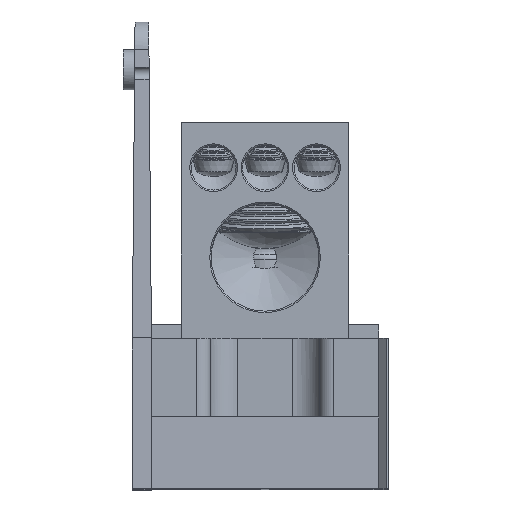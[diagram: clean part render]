
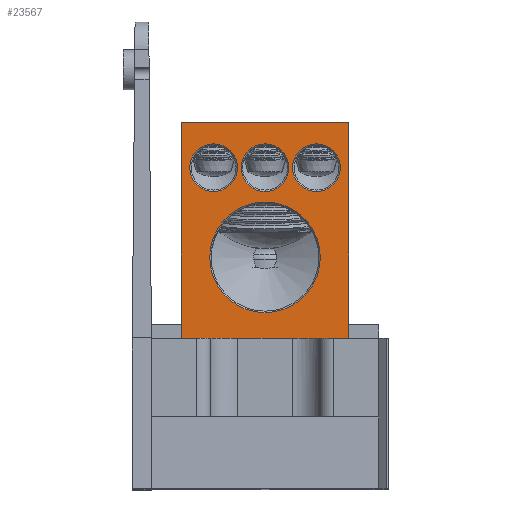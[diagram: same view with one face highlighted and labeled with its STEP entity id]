
A CAD part, top view. The second image highlights one B-rep face of the part: STEP entity #23567.
In plain terms, the highlighted planar face has unit normal (0, 0, 1).
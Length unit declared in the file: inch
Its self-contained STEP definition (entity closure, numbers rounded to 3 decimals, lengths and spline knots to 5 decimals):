
#1131 = DIRECTION ( 'NONE',  ( -1., 0., 0. ) ) ;
#3181 = VERTEX_POINT ( 'NONE', #34909 ) ;
#3772 = VERTEX_POINT ( 'NONE', #34128 ) ;
#4238 = DIRECTION ( 'NONE',  ( 0., 0., -1. ) ) ;
#4433 = FACE_BOUND ( 'NONE', #14146, .T. ) ;
#4919 = AXIS2_PLACEMENT_3D ( 'NONE', #14497, #34012, #17322 ) ;
#5247 = CARTESIAN_POINT ( 'NONE',  ( -0.583, -0.75, 1.5 ) ) ;
#5453 = CARTESIAN_POINT ( 'NONE',  ( 0., 0.437, 1.5 ) ) ;
#6190 = EDGE_LOOP ( 'NONE', ( #11643, #8799, #27478, #9302 ) ) ;
#6750 = VERTEX_POINT ( 'NONE', #25865 ) ;
#7232 = DIRECTION ( 'NONE',  ( -1., 0., 0. ) ) ;
#7531 = CIRCLE ( 'NONE', #31342, 0.166 ) ;
#7753 = CARTESIAN_POINT ( 'NONE',  ( -0.583, -0.75, 1.5 ) ) ;
#8221 = DIRECTION ( 'NONE',  ( -1., 0., 0. ) ) ;
#8619 = AXIS2_PLACEMENT_3D ( 'NONE', #27671, #10890, #30466 ) ;
#8799 = ORIENTED_EDGE ( 'NONE', *, *, #32207, .F. ) ;
#8902 = DIRECTION ( 'NONE',  ( 0., -1., 0. ) ) ;
#9302 = ORIENTED_EDGE ( 'NONE', *, *, #33036, .T. ) ;
#9649 = VERTEX_POINT ( 'NONE', #16765 ) ;
#9685 = VERTEX_POINT ( 'NONE', #33433 ) ;
#10315 = VERTEX_POINT ( 'NONE', #22117 ) ;
#10746 = VECTOR ( 'NONE', #1131, 39.37008 ) ;
#10795 = VERTEX_POINT ( 'NONE', #19173 ) ;
#10890 = DIRECTION ( 'NONE',  ( 0., 0., -1. ) ) ;
#11022 = LINE ( 'NONE', #28937, #10746 ) ;
#11643 = ORIENTED_EDGE ( 'NONE', *, *, #32048, .T. ) ;
#11854 = FACE_BOUND ( 'NONE', #14438, .T. ) ;
#12952 = VERTEX_POINT ( 'NONE', #7753 ) ;
#13438 = CARTESIAN_POINT ( 'NONE',  ( 0.358, 0.437, 1.5 ) ) ;
#14146 = EDGE_LOOP ( 'NONE', ( #21643 ) ) ;
#14438 = EDGE_LOOP ( 'NONE', ( #18124 ) ) ;
#14497 = CARTESIAN_POINT ( 'NONE',  ( -0.358, 0.437, 1.5 ) ) ;
#14507 = CIRCLE ( 'NONE', #15050, 0.166 ) ;
#15050 = AXIS2_PLACEMENT_3D ( 'NONE', #13438, #32946, #16277 ) ;
#15606 = VECTOR ( 'NONE', #8902, 39.37008 ) ;
#15718 = LINE ( 'NONE', #28504, #15606 ) ;
#16277 = DIRECTION ( 'NONE',  ( -1., 0., 0. ) ) ;
#16616 = FACE_BOUND ( 'NONE', #36180, .T. ) ;
#16765 = CARTESIAN_POINT ( 'NONE',  ( -0.385, -0.187, 1.5 ) ) ;
#17322 = DIRECTION ( 'NONE',  ( -1., 0., 0. ) ) ;
#18124 = ORIENTED_EDGE ( 'NONE', *, *, #31678, .T. ) ;
#18792 = EDGE_LOOP ( 'NONE', ( #32669 ) ) ;
#19173 = CARTESIAN_POINT ( 'NONE',  ( -0.166, 0.437, 1.5 ) ) ;
#19320 = FACE_OUTER_BOUND ( 'NONE', #6190, .T. ) ;
#19967 = VECTOR ( 'NONE', #7232, 39.37008 ) ;
#19979 = LINE ( 'NONE', #29520, #19967 ) ;
#20995 = CARTESIAN_POINT ( 'NONE',  ( 0.583, -0.75, 1.5 ) ) ;
#21608 = EDGE_CURVE ( 'NONE', #10795, #10795, #7531, .T. ) ;
#21643 = ORIENTED_EDGE ( 'NONE', *, *, #31614, .T. ) ;
#22117 = CARTESIAN_POINT ( 'NONE',  ( 0.192, 0.437, 1.5 ) ) ;
#22573 = VECTOR ( 'NONE', #27626, 39.37008 ) ;
#22579 = LINE ( 'NONE', #5247, #22573 ) ;
#23567 = ADVANCED_FACE ( 'NONE', ( #24905, #16616, #4433, #11854, #19320 ), #23587, .F. ) ;
#23587 = PLANE ( 'NONE',  #34270 ) ;
#23817 = DIRECTION ( 'NONE',  ( -1., 0., 0. ) ) ;
#24905 = FACE_BOUND ( 'NONE', #18792, .T. ) ;
#25030 = DIRECTION ( 'NONE',  ( 0., 0., -1. ) ) ;
#25865 = CARTESIAN_POINT ( 'NONE',  ( 0.583, -0.75, 1.5 ) ) ;
#27057 = EDGE_CURVE ( 'NONE', #10315, #10315, #14507, .T. ) ;
#27200 = CIRCLE ( 'NONE', #8619, 0.385 ) ;
#27349 = CIRCLE ( 'NONE', #4919, 0.166 ) ;
#27478 = ORIENTED_EDGE ( 'NONE', *, *, #32599, .F. ) ;
#27626 = DIRECTION ( 'NONE',  ( 0., -1., 0. ) ) ;
#27671 = CARTESIAN_POINT ( 'NONE',  ( 0., -0.187, 1.5 ) ) ;
#28504 = CARTESIAN_POINT ( 'NONE',  ( 0.583, -0.75, 1.5 ) ) ;
#28937 = CARTESIAN_POINT ( 'NONE',  ( 0.583, 0.75, 1.5 ) ) ;
#29520 = CARTESIAN_POINT ( 'NONE',  ( 0.583, -0.75, 1.5 ) ) ;
#30466 = DIRECTION ( 'NONE',  ( -1., 0., 0. ) ) ;
#31342 = AXIS2_PLACEMENT_3D ( 'NONE', #5453, #25030, #8221 ) ;
#31614 = EDGE_CURVE ( 'NONE', #9685, #9685, #27349, .T. ) ;
#31678 = EDGE_CURVE ( 'NONE', #9649, #9649, #27200, .T. ) ;
#32048 = EDGE_CURVE ( 'NONE', #3181, #12952, #22579, .T. ) ;
#32207 = EDGE_CURVE ( 'NONE', #6750, #12952, #19979, .T. ) ;
#32599 = EDGE_CURVE ( 'NONE', #3772, #6750, #15718, .T. ) ;
#32669 = ORIENTED_EDGE ( 'NONE', *, *, #27057, .T. ) ;
#32946 = DIRECTION ( 'NONE',  ( 0., 0., -1. ) ) ;
#33036 = EDGE_CURVE ( 'NONE', #3772, #3181, #11022, .T. ) ;
#33247 = ORIENTED_EDGE ( 'NONE', *, *, #21608, .T. ) ;
#33433 = CARTESIAN_POINT ( 'NONE',  ( -0.524, 0.437, 1.5 ) ) ;
#34012 = DIRECTION ( 'NONE',  ( 0., 0., -1. ) ) ;
#34128 = CARTESIAN_POINT ( 'NONE',  ( 0.583, 0.75, 1.5 ) ) ;
#34270 = AXIS2_PLACEMENT_3D ( 'NONE', #20995, #4238, #23817 ) ;
#34909 = CARTESIAN_POINT ( 'NONE',  ( -0.583, 0.75, 1.5 ) ) ;
#36180 = EDGE_LOOP ( 'NONE', ( #33247 ) ) ;
